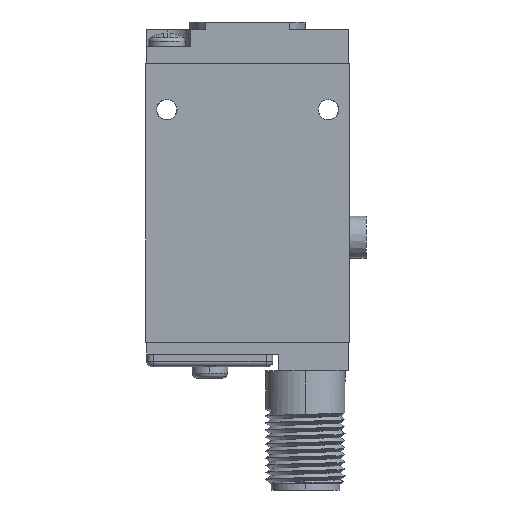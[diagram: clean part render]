
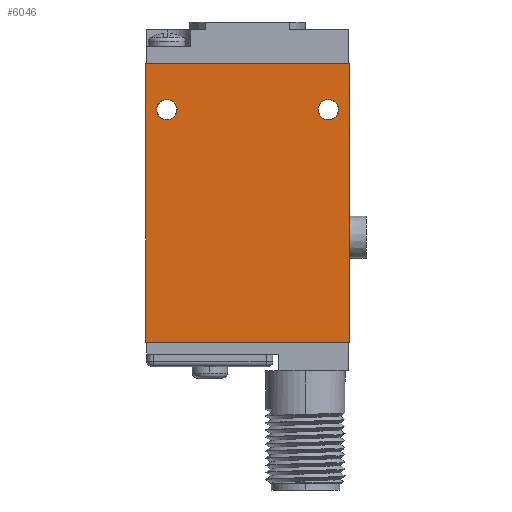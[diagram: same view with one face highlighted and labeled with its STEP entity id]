
A CAD part, left-side view. The second image highlights one B-rep face of the part: STEP entity #6046.
In plain terms, the highlighted planar face has unit normal (-1, 0, 0).
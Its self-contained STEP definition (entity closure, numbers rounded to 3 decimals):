
#1=DIRECTION('',(0.,0.,-1.));
#2=VECTOR('',#1,42.164);
#3=CARTESIAN_POINT('',(-6.02,0.,0.));
#4=LINE('',#3,#2);
#5=DIRECTION('',(0.,1.,0.));
#6=VECTOR('',#5,30.785);
#7=CARTESIAN_POINT('',(-6.02,0.,-42.164));
#8=LINE('',#7,#6);
#9=DIRECTION('',(0.,0.,1.));
#10=VECTOR('',#9,42.164);
#11=CARTESIAN_POINT('',(-6.02,30.785,-42.164));
#12=LINE('',#11,#10);
#13=DIRECTION('',(0.,-1.,0.));
#14=VECTOR('',#13,30.785);
#15=CARTESIAN_POINT('',(-6.02,30.785,0.));
#16=LINE('',#15,#14);
#17=CARTESIAN_POINT('',(-6.02,27.61,-6.985));
#18=DIRECTION('',(1.,0.,0.));
#19=DIRECTION('',(0.,0.,-1.));
#20=AXIS2_PLACEMENT_3D('',#17,#18,#19);
#22=CARTESIAN_POINT('',(-6.02,27.61,-6.985));
#23=DIRECTION('',(1.,0.,0.));
#24=DIRECTION('',(0.,0.,1.));
#25=AXIS2_PLACEMENT_3D('',#22,#23,#24);
#27=CARTESIAN_POINT('',(-6.02,3.175,-6.985));
#28=DIRECTION('',(1.,0.,0.));
#29=DIRECTION('',(0.,0.,-1.));
#30=AXIS2_PLACEMENT_3D('',#27,#28,#29);
#32=CARTESIAN_POINT('',(-6.02,3.175,-6.985));
#33=DIRECTION('',(1.,0.,0.));
#34=DIRECTION('',(0.,0.,1.));
#35=AXIS2_PLACEMENT_3D('',#32,#33,#34);
#5451=CARTESIAN_POINT('',(-6.02,0.,0.));
#5452=CARTESIAN_POINT('',(-6.02,0.,-42.164));
#5453=VERTEX_POINT('',#5451);
#5454=VERTEX_POINT('',#5452);
#5455=CARTESIAN_POINT('',(-6.02,30.785,-42.164));
#5456=VERTEX_POINT('',#5455);
#5457=CARTESIAN_POINT('',(-6.02,30.785,0.));
#5458=VERTEX_POINT('',#5457);
#5467=CARTESIAN_POINT('',(-6.02,27.61,-8.535));
#5468=CARTESIAN_POINT('',(-6.02,27.61,-5.435));
#5469=VERTEX_POINT('',#5467);
#5470=VERTEX_POINT('',#5468);
#5471=CARTESIAN_POINT('',(-6.02,3.175,-8.535));
#5472=CARTESIAN_POINT('',(-6.02,3.175,-5.435));
#5473=VERTEX_POINT('',#5471);
#5474=VERTEX_POINT('',#5472);
#6019=CARTESIAN_POINT('',(-6.02,0.,0.));
#6020=DIRECTION('',(1.,0.,0.));
#6021=DIRECTION('',(0.,0.,-1.));
#6022=AXIS2_PLACEMENT_3D('',#6019,#6020,#6021);
#6023=PLANE('',#6022);
#6025=ORIENTED_EDGE('',*,*,#6024,.T.);
#6027=ORIENTED_EDGE('',*,*,#6026,.T.);
#6029=ORIENTED_EDGE('',*,*,#6028,.T.);
#6031=ORIENTED_EDGE('',*,*,#6030,.T.);
#6032=EDGE_LOOP('',(#6025,#6027,#6029,#6031));
#6033=FACE_OUTER_BOUND('',#6032,.F.);
#6035=ORIENTED_EDGE('',*,*,#6034,.F.);
#6037=ORIENTED_EDGE('',*,*,#6036,.F.);
#6038=EDGE_LOOP('',(#6035,#6037));
#6039=FACE_BOUND('',#6038,.F.);
#6041=ORIENTED_EDGE('',*,*,#6040,.F.);
#6043=ORIENTED_EDGE('',*,*,#6042,.F.);
#6044=EDGE_LOOP('',(#6041,#6043));
#6045=FACE_BOUND('',#6044,.F.);
#6046=ADVANCED_FACE('',(#6033,#6039,#6045),#6023,.F.);
#21=CIRCLE('',#20,1.55);
#26=CIRCLE('',#25,1.55);
#31=CIRCLE('',#30,1.55);
#36=CIRCLE('',#35,1.55);
#6024=EDGE_CURVE('',#5453,#5454,#4,.T.);
#6026=EDGE_CURVE('',#5454,#5456,#8,.T.);
#6028=EDGE_CURVE('',#5456,#5458,#12,.T.);
#6030=EDGE_CURVE('',#5458,#5453,#16,.T.);
#6034=EDGE_CURVE('',#5469,#5470,#21,.T.);
#6036=EDGE_CURVE('',#5470,#5469,#26,.T.);
#6040=EDGE_CURVE('',#5473,#5474,#31,.T.);
#6042=EDGE_CURVE('',#5474,#5473,#36,.T.);
